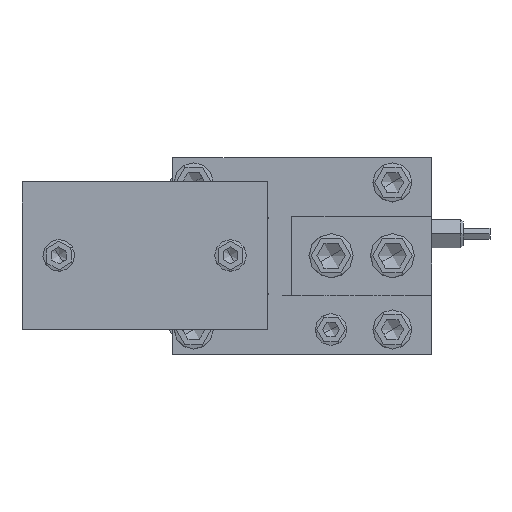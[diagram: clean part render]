
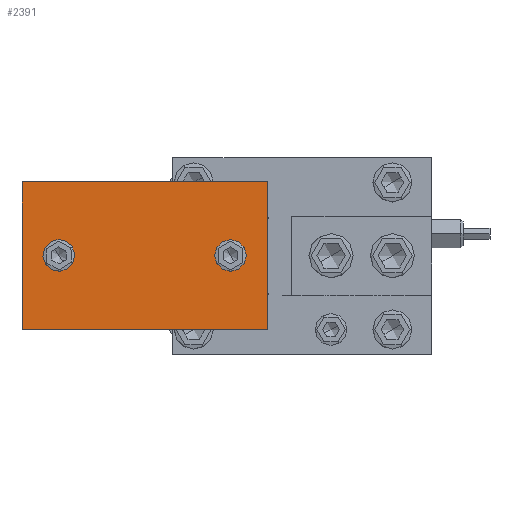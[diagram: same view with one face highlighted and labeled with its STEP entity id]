
A CAD part, top view. The second image highlights one B-rep face of the part: STEP entity #2391.
In plain terms, the highlighted planar face has unit normal (0, 0, 1).
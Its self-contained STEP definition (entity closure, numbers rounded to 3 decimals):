
#2391=ADVANCED_FACE('0:1079',(#4700,#4701,#4702),#4703,.F.);
#4700=FACE_OUTER_BOUND('',#7184,.T.);
#4701=FACE_BOUND('',#7185,.T.);
#4702=FACE_BOUND('',#7186,.T.);
#4703=PLANE('',#7187);
#7184=EDGE_LOOP('',(#13517,#13518,#13519,#13520));
#7185=EDGE_LOOP('',(#13521,#13522));
#7186=EDGE_LOOP('',(#13523,#13524));
#7187=AXIS2_PLACEMENT_3D('',#13525,#13526,#13527);
#13517=ORIENTED_EDGE('',*,*,#17456,.F.);
#13518=ORIENTED_EDGE('',*,*,#17457,.F.);
#13519=ORIENTED_EDGE('',*,*,#15664,.F.);
#13520=ORIENTED_EDGE('',*,*,#16454,.F.);
#13521=ORIENTED_EDGE('',*,*,#17422,.T.);
#13522=ORIENTED_EDGE('',*,*,#16587,.T.);
#13523=ORIENTED_EDGE('',*,*,#16589,.T.);
#13524=ORIENTED_EDGE('',*,*,#16500,.T.);
#13525=CARTESIAN_POINT('',(-50.0,30.0,50.0));
#13526=DIRECTION('',(0.0,0.0,-1.0));
#13527=DIRECTION('',(0.0,-1.0,0.0));
#15664=EDGE_CURVE('0:1118',#18752,#18753,#18754,.T.);
#16454=EDGE_CURVE('0:1109',#20021,#18752,#20022,.T.);
#16500=EDGE_CURVE('',#20086,#20090,#20092,.T.);
#16587=EDGE_CURVE('',#20206,#20210,#20212,.T.);
#16589=EDGE_CURVE('0:1085',#20090,#20086,#20214,.T.);
#17422=EDGE_CURVE('0:1091',#20210,#20206,#21292,.T.);
#17456=EDGE_CURVE('0:1097',#21327,#20021,#21328,.T.);
#17457=EDGE_CURVE('0:1127',#18753,#21327,#21329,.T.);
#18752=VERTEX_POINT('',#23389);
#18753=VERTEX_POINT('',#23390);
#18754=LINE('',#23391,#23392);
#20021=VERTEX_POINT('',#25874);
#20022=LINE('',#25875,#25876);
#20086=VERTEX_POINT('',#26011);
#20090=VERTEX_POINT('',#26016);
#20092=CIRCLE('',#26019,4.25);
#20206=VERTEX_POINT('',#26250);
#20210=VERTEX_POINT('',#26255);
#20212=CIRCLE('',#26258,4.25);
#20214=CIRCLE('',#26260,4.25);
#21292=CIRCLE('',#28275,4.25);
#21327=VERTEX_POINT('',#28324);
#21328=LINE('',#28325,#28326);
#21329=LINE('',#28327,#28328);
#23389=CARTESIAN_POINT('',(50.0,-30.0,50.0));
#23390=CARTESIAN_POINT('',(-50.0,-30.0,50.0));
#23391=CARTESIAN_POINT('',(50.0,-30.0,50.0));
#23392=VECTOR('',#29376,0.001);
#25874=CARTESIAN_POINT('',(50.0,30.0,50.0));
#25875=CARTESIAN_POINT('',(50.0,30.0,50.0));
#25876=VECTOR('',#30033,0.001);
#26011=CARTESIAN_POINT('',(-39.25,0.,50.0));
#26016=CARTESIAN_POINT('',(-30.75,0.,50.0));
#26019=AXIS2_PLACEMENT_3D('',#30067,#30068,#30069);
#26250=CARTESIAN_POINT('',(30.75,0.,50.0));
#26255=CARTESIAN_POINT('',(39.25,0.,50.0));
#26258=AXIS2_PLACEMENT_3D('',#30158,#30159,#30160);
#26260=AXIS2_PLACEMENT_3D('',#30161,#30162,#30163);
#28275=AXIS2_PLACEMENT_3D('',#30774,#30775,#30776);
#28324=CARTESIAN_POINT('',(-50.0,30.0,50.0));
#28325=CARTESIAN_POINT('',(-50.0,30.0,50.0));
#28326=VECTOR('',#30794,0.001);
#28327=CARTESIAN_POINT('',(-50.0,-30.0,50.0));
#28328=VECTOR('',#30795,0.001);
#29376=DIRECTION('',(-1.0,0.0,0.0));
#30033=DIRECTION('',(0.0,-1.0,0.0));
#30067=CARTESIAN_POINT('',(-35.0,0.0,50.0));
#30068=DIRECTION('',(0.0,0.0,-1.0));
#30069=DIRECTION('',(-1.0,0.0,0.0));
#30158=CARTESIAN_POINT('',(35.0,0.0,50.0));
#30159=DIRECTION('',(0.0,0.0,-1.0));
#30160=DIRECTION('',(-1.0,0.0,0.0));
#30161=CARTESIAN_POINT('',(-35.0,0.0,50.0));
#30162=DIRECTION('',(0.0,0.0,-1.0));
#30163=DIRECTION('',(-1.0,0.0,0.0));
#30774=CARTESIAN_POINT('',(35.0,0.0,50.0));
#30775=DIRECTION('',(0.0,0.0,-1.0));
#30776=DIRECTION('',(-1.0,0.0,0.0));
#30794=DIRECTION('',(1.0,0.0,0.0));
#30795=DIRECTION('',(0.0,1.0,0.0));
